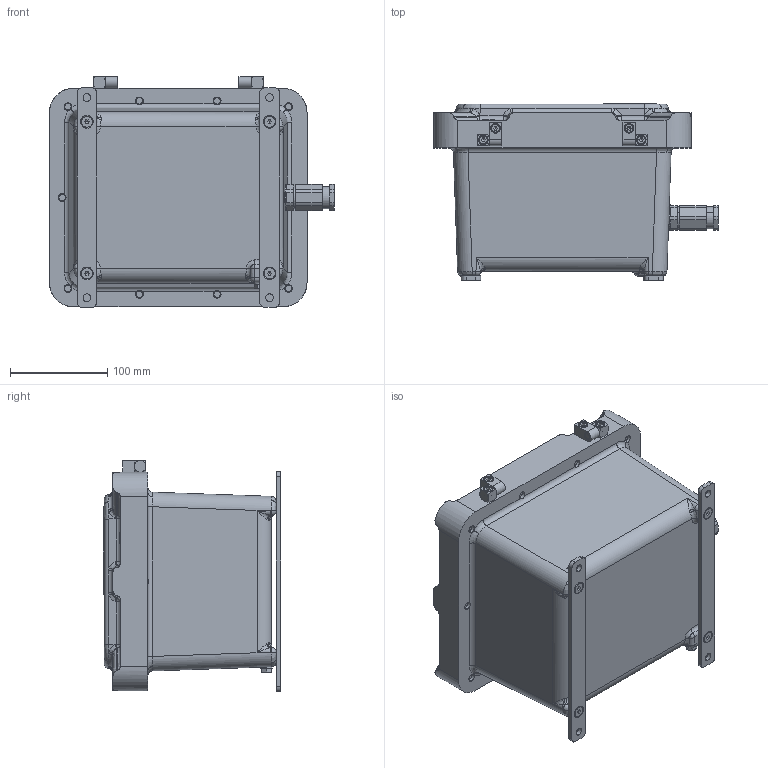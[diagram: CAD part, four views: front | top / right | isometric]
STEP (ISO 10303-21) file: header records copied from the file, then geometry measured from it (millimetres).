
FILE_DESCRIPTION((''),'2;1');
FILE_NAME('CAD-7024_SW0001','2020-07-30T10:31:34',('creinig-se'),(''),'CREO PARAMETRIC BY PTC INC, 2019292','CREO PARAMETRIC BY PTC INC, 2019292','');
FILE_SCHEMA(('CONFIG_CONTROL_DESIGN','SHAPE_APPEARANCE_LAYERS_GROUPS'));
Products named in the file (1): CAD-7024_SW0001
Bounding box: 293.28 x 182.72 x 237.5 mm (x, y, z)
Volume: 7453828.5 mm3; surface area: 289616.4 mm2
Topology: 1 solids, 1 shells, 1153 faces, 2832 edges, 1691 vertices
Faces by surface type: plane 530, cylinder 269, bspline 152, cone 116, torus 56, sphere 30
Entity records: 53527 total; most frequent: CARTESIAN_POINT 17914, ORIENTED_EDGE 5510, DIRECTION 5123, EDGE_CURVE 2755, AXIS2_PLACEMENT_3D 1840, VERTEX_POINT 1687, FILL_AREA_STYLE_COLOUR 1459, FILL_AREA_STYLE 1459
